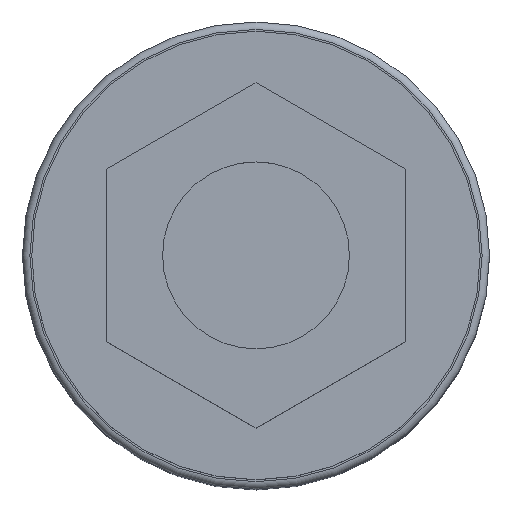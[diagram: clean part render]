
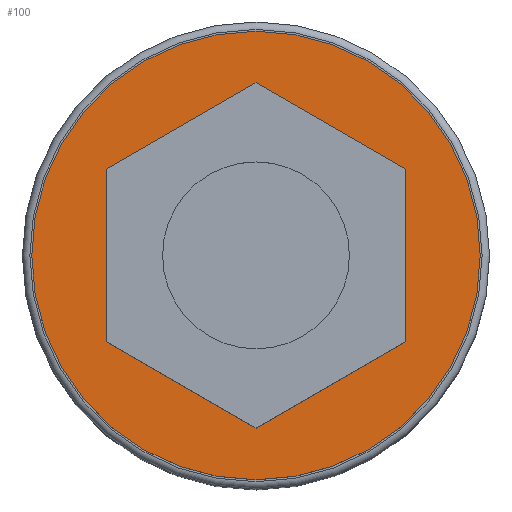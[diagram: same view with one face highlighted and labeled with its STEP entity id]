
A CAD part, top view. The second image highlights one B-rep face of the part: STEP entity #100.
In plain terms, the highlighted planar face has unit normal (0, 0, 1).
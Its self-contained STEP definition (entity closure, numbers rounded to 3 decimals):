
#100 = ADVANCED_FACE( '', ( #208, #209 ), #210, .F. );
#208 = FACE_OUTER_BOUND( '', #313, .T. );
#209 = FACE_BOUND( '', #314, .T. );
#210 = PLANE( '', #315 );
#313 = EDGE_LOOP( '', ( #506 ) );
#314 = EDGE_LOOP( '', ( #507, #508, #509, #510, #511, #512 ) );
#315 = AXIS2_PLACEMENT_3D( '', #513, #514, #515 );
#506 = ORIENTED_EDGE( '', *, *, #588, .F. );
#507 = ORIENTED_EDGE( '', *, *, #598, .F. );
#508 = ORIENTED_EDGE( '', *, *, #568, .F. );
#509 = ORIENTED_EDGE( '', *, *, #577, .F. );
#510 = ORIENTED_EDGE( '', *, *, #546, .F. );
#511 = ORIENTED_EDGE( '', *, *, #600, .F. );
#512 = ORIENTED_EDGE( '', *, *, #581, .F. );
#513 = CARTESIAN_POINT( '', ( 0., 0., -2.3 ) );
#514 = DIRECTION( '', ( 0., 0., -1. ) );
#515 = DIRECTION( '', ( -1., 0., 0. ) );
#546 = EDGE_CURVE( '', #628, #630, #631, .T. );
#568 = EDGE_CURVE( '', #665, #667, #668, .T. );
#577 = EDGE_CURVE( '', #630, #665, #679, .T. );
#581 = EDGE_CURVE( '', #684, #686, #687, .T. );
#588 = EDGE_CURVE( '', #697, #697, #698, .T. );
#598 = EDGE_CURVE( '', #667, #684, #710, .T. );
#600 = EDGE_CURVE( '', #686, #628, #712, .T. );
#628 = VERTEX_POINT( '', #747 );
#630 = VERTEX_POINT( '', #750 );
#631 = LINE( '', #751, #752 );
#665 = VERTEX_POINT( '', #795 );
#667 = VERTEX_POINT( '', #798 );
#668 = LINE( '', #799, #800 );
#679 = LINE( '', #816, #817 );
#684 = VERTEX_POINT( '', #823 );
#686 = VERTEX_POINT( '', #826 );
#687 = LINE( '', #827, #828 );
#697 = VERTEX_POINT( '', #839 );
#698 = CIRCLE( '', #840, 6. );
#710 = LINE( '', #856, #857 );
#712 = LINE( '', #859, #860 );
#747 = CARTESIAN_POINT( '', ( 4., -2.309, -2.3 ) );
#750 = CARTESIAN_POINT( '', ( 4., 2.309, -2.3 ) );
#751 = CARTESIAN_POINT( '', ( 4., -2.309, -2.3 ) );
#752 = VECTOR( '', #885, 1000. );
#795 = CARTESIAN_POINT( '', ( 0., 4.619, -2.3 ) );
#798 = CARTESIAN_POINT( '', ( -4., 2.309, -2.3 ) );
#799 = CARTESIAN_POINT( '', ( 0., 4.619, -2.3 ) );
#800 = VECTOR( '', #911, 1000. );
#816 = CARTESIAN_POINT( '', ( 4., 2.309, -2.3 ) );
#817 = VECTOR( '', #920, 1000. );
#823 = CARTESIAN_POINT( '', ( -4., -2.309, -2.3 ) );
#826 = CARTESIAN_POINT( '', ( 0., -4.619, -2.3 ) );
#827 = CARTESIAN_POINT( '', ( -4., -2.309, -2.3 ) );
#828 = VECTOR( '', #923, 1000. );
#839 = CARTESIAN_POINT( '', ( -6., 0., -2.3 ) );
#840 = AXIS2_PLACEMENT_3D( '', #934, #935, #936 );
#856 = CARTESIAN_POINT( '', ( -4., 2.309, -2.3 ) );
#857 = VECTOR( '', #944, 1000. );
#859 = CARTESIAN_POINT( '', ( 0., -4.619, -2.3 ) );
#860 = VECTOR( '', #945, 1000. );
#885 = DIRECTION( '', ( 0., 1., 0. ) );
#911 = DIRECTION( '', ( -0.866, -0.5, 0. ) );
#920 = DIRECTION( '', ( -0.866, 0.5, 0. ) );
#923 = DIRECTION( '', ( 0.866, -0.5, 0. ) );
#934 = CARTESIAN_POINT( '', ( 0., 0., -2.3 ) );
#935 = DIRECTION( '', ( 0., 0., -1. ) );
#936 = DIRECTION( '', ( -1., 0., 0. ) );
#944 = DIRECTION( '', ( 0., -1., 0. ) );
#945 = DIRECTION( '', ( 0.866, 0.5, 0. ) );
